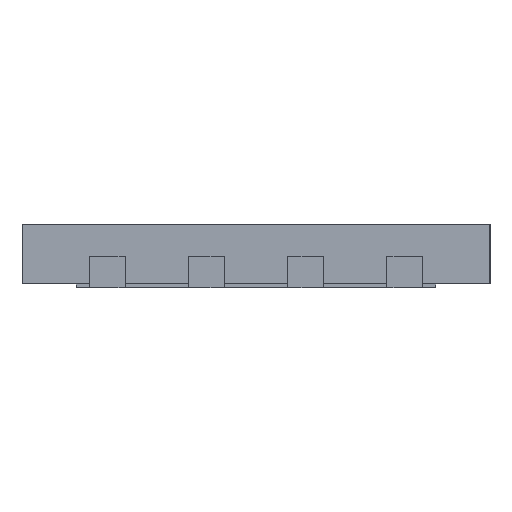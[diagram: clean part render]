
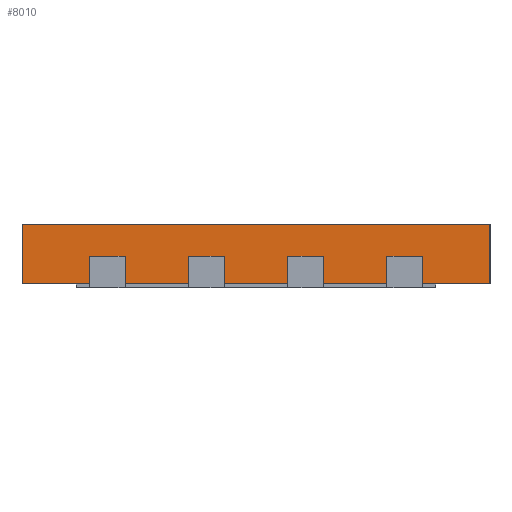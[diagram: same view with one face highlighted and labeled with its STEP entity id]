
A CAD part, left-side view. The second image highlights one B-rep face of the part: STEP entity #8010.
In plain terms, the highlighted planar face has unit normal (-1, 0, 0).
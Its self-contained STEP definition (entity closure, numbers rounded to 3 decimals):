
#369 = CARTESIAN_POINT ( 'NONE',  ( -3.974, -2.997, 0.051 ) ) ;
#561 = LINE ( 'NONE', #369, #8100 ) ;
#919 = VERTEX_POINT ( 'NONE', #6795 ) ;
#1158 = VECTOR ( 'NONE', #12394, 1000. ) ;
#1730 = VECTOR ( 'NONE', #11248, 1000. ) ;
#1778 = PLANE ( 'NONE',  #7917 ) ;
#1812 = CARTESIAN_POINT ( 'NONE',  ( -3.974, 2.997, 0.813 ) ) ;
#1837 = FACE_OUTER_BOUND ( 'NONE', #8909, .T. ) ;
#2196 = DIRECTION ( 'NONE',  ( -1., 0., 0. ) ) ;
#2315 = DIRECTION ( 'NONE',  ( 0., 0., 1. ) ) ;
#2839 = VERTEX_POINT ( 'NONE', #3397 ) ;
#3397 = CARTESIAN_POINT ( 'NONE',  ( -3.974, -2.997, 0.813 ) ) ;
#3732 = VECTOR ( 'NONE', #11286, 1000. ) ;
#4042 = ORIENTED_EDGE ( 'NONE', *, *, #10026, .F. ) ;
#5233 = ORIENTED_EDGE ( 'NONE', *, *, #8893, .T. ) ;
#5373 = ORIENTED_EDGE ( 'NONE', *, *, #5984, .T. ) ;
#5984 = EDGE_CURVE ( 'NONE', #919, #2839, #561, .T. ) ;
#6795 = CARTESIAN_POINT ( 'NONE',  ( -3.974, -2.997, 0.051 ) ) ;
#7209 = CARTESIAN_POINT ( 'NONE',  ( -3.974, 2.997, 0.813 ) ) ;
#7468 = LINE ( 'NONE', #7209, #3732 ) ;
#7643 = CARTESIAN_POINT ( 'NONE',  ( -3.974, 2.997, 0.051 ) ) ;
#7917 = AXIS2_PLACEMENT_3D ( 'NONE', #8536, #2196, #12368 ) ;
#8010 = ADVANCED_FACE ( 'NONE', ( #1837 ), #1778, .T. ) ;
#8100 = VECTOR ( 'NONE', #2315, 1000. ) ;
#8188 = EDGE_CURVE ( 'NONE', #10357, #2839, #10306, .T. ) ;
#8536 = CARTESIAN_POINT ( 'NONE',  ( -3.974, 2.997, 0.051 ) ) ;
#8770 = CARTESIAN_POINT ( 'NONE',  ( -3.974, 2.997, 0.813 ) ) ;
#8893 = EDGE_CURVE ( 'NONE', #10357, #11695, #7468, .T. ) ;
#8909 = EDGE_LOOP ( 'NONE', ( #4042, #5373, #9403, #5233 ) ) ;
#9403 = ORIENTED_EDGE ( 'NONE', *, *, #8188, .F. ) ;
#9479 = CARTESIAN_POINT ( 'NONE',  ( -3.974, -2.997, 0.051 ) ) ;
#10026 = EDGE_CURVE ( 'NONE', #919, #11695, #11569, .T. ) ;
#10306 = LINE ( 'NONE', #1812, #1730 ) ;
#10357 = VERTEX_POINT ( 'NONE', #8770 ) ;
#11248 = DIRECTION ( 'NONE',  ( 0., -1., 0. ) ) ;
#11286 = DIRECTION ( 'NONE',  ( 0., 0., -1. ) ) ;
#11569 = LINE ( 'NONE', #9479, #1158 ) ;
#11695 = VERTEX_POINT ( 'NONE', #7643 ) ;
#12368 = DIRECTION ( 'NONE',  ( 0., 0., 1. ) ) ;
#12394 = DIRECTION ( 'NONE',  ( 0., 1., 0. ) ) ;
